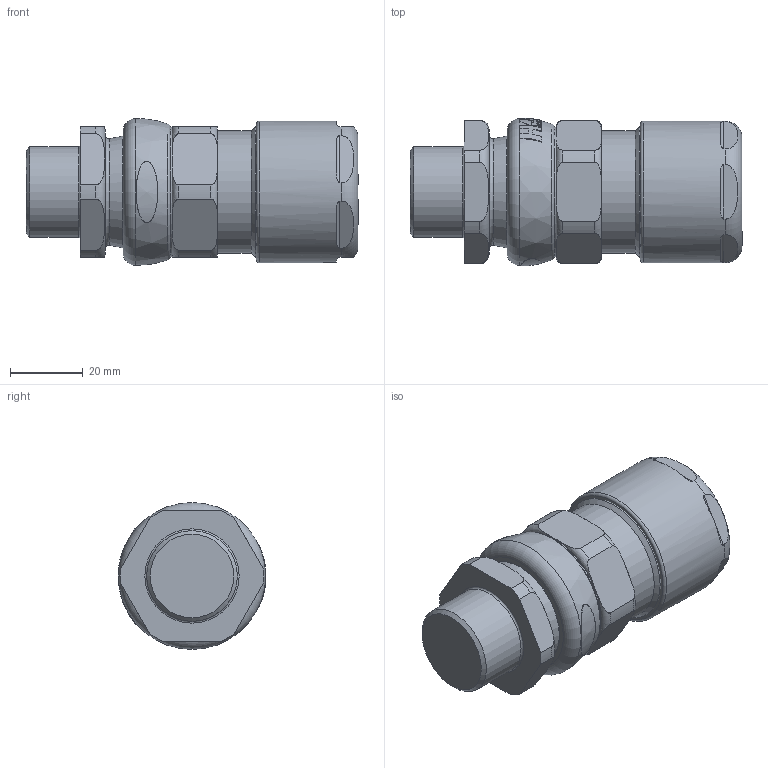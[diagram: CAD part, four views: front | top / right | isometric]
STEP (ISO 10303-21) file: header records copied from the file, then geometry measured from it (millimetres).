
FILE_DESCRIPTION(/* description */ (''),/* implementation_level */ '2;1');
FILE_NAME(/* name */ '153_UNIV_X B.stp',/* time_stamp */ '2021-02-18T13:21:52+06:00',/* author */ ('jgandhi'),/* organization */ (''),/* preprocessor_version */ 'ST-DEVELOPER v18',/* originating_system */ 'Autodesk Inventor 2020',/* authorisation */ '');
FILE_SCHEMA (('AUTOMOTIVE_DESIGN { 1 0 10303 214 3 1 1 }'));
Length unit declared in the file: millimetre
Products named in the file (1): 153_UNIV_X B
Bounding box: 91.55 x 40.8 x 40.5 mm (x, y, z)
Surface area: 45124.1 mm2
Topology: 12 solids, 12 shells, 876 faces, 2438 edges, 1621 vertices
Faces by surface type: plane 350, cylinder 186, cone 134, torus 120, bspline 86
Full cylindrical faces by diameter (mm): 12 x1, 22.7 x1, 23.5 x2, 24.2 x1, 25 x1, 25.7 x1, 26.2 x1, 27.2 x2, 29.3 x1, 29.5 x1, 29.8 x1, 30.2 x1, 30.3 x1, 30.5 x2, 31.2 x2, 33.24 x1, 33.52 x1, 33.72 x1, 35.65 x1, 36 x2, 39 x1
Entity records: 33814 total; most frequent: CARTESIAN_POINT 12000, ORIENTED_EDGE 4870, DIRECTION 3990, EDGE_CURVE 2435, AXIS2_PLACEMENT_3D 1636, VERTEX_POINT 1615, EDGE_LOOP 910, FACE_OUTER_BOUND 876
